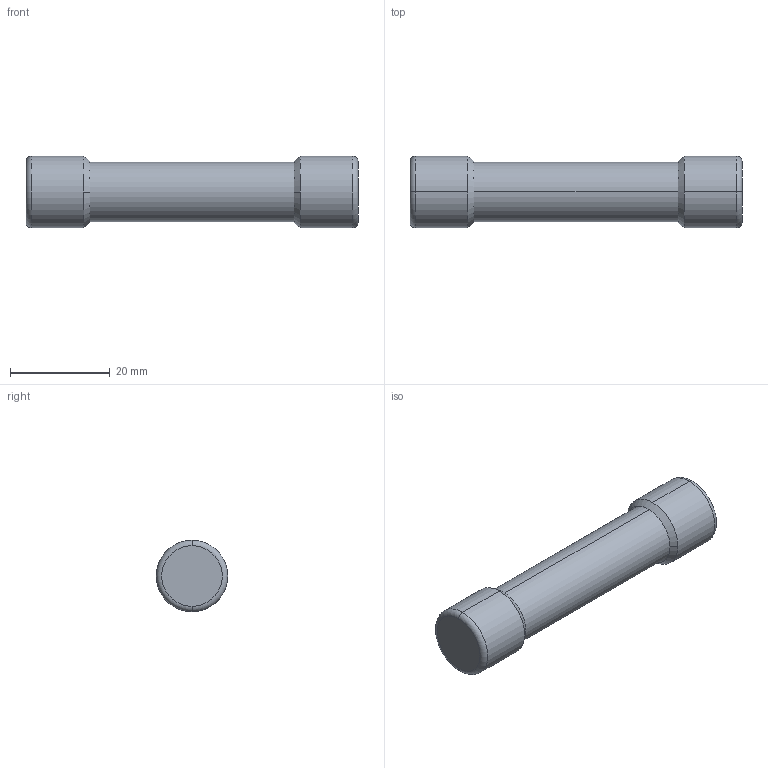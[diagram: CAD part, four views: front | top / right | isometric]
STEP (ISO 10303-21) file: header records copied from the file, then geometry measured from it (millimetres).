
FILE_DESCRIPTION (( 'STEP AP214' ), '1' );
FILE_NAME ('16209revN.STEP', '2017-05-22T12:59:38', ( '' ), ( '' ), 'SwSTEP 2.0', 'SolidWorks 2016', '' );
FILE_SCHEMA (( 'AUTOMOTIVE_DESIGN' ));
Length unit declared in the file: inch
Products named in the file (1): 16209revN
Bounding box: 66.67 x 14.38 x 14.38 mm (x, y, z)
Volume: 4745.4 mm3; surface area: 6836.2 mm2
Topology: 3 solids, 3 shells, 58 faces, 128 edges, 80 vertices
Faces by surface type: cone 20, cylinder 20, plane 10, torus 8
Entity records: 2452 total; most frequent: DIRECTION 334, CARTESIAN_POINT 267, ORIENTED_EDGE 256, AXIS2_PLACEMENT_3D 147, EDGE_CURVE 128, CIRCLE 88, VERTEX_POINT 80, EDGE_LOOP 64
